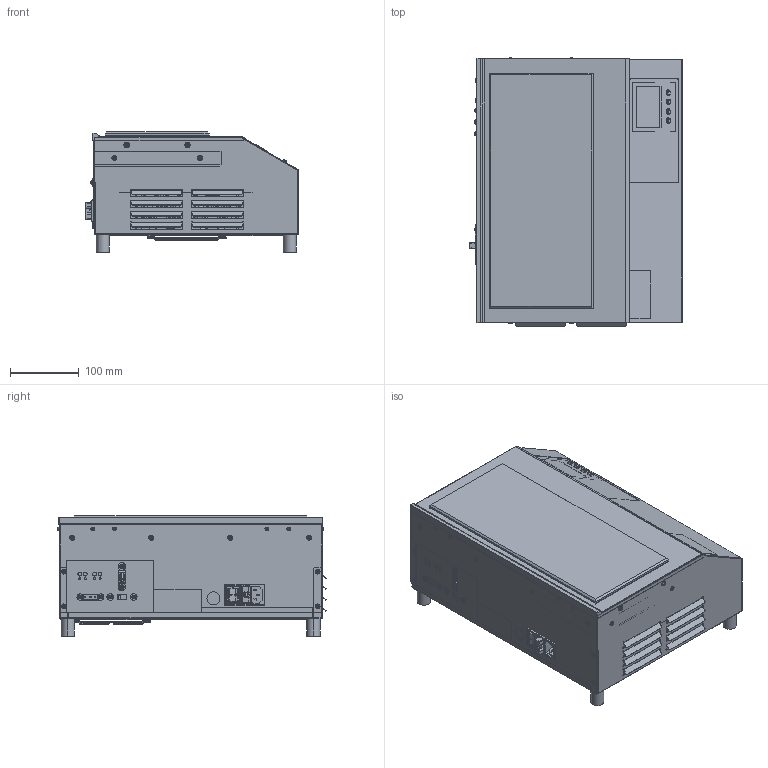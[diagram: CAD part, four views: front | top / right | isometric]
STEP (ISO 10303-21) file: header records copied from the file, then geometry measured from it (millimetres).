
FILE_DESCRIPTION (( 'STEP AP203' ), '1' );
FILE_NAME ('LHP-1200CPV.STEP', '2019-02-07T15:15:15', ( '' ), ( '' ), 'SwSTEP 2.0', 'SolidWorks 2019', '' );
FILE_SCHEMA (( 'CONFIG_CONTROL_DESIGN' ));
Products named in the file (1): LHP-1200CPV
Bounding box: 310.64 x 391.62 x 175.39 mm (x, y, z)
Surface area: 1156536.5 mm2 (no closed solid volume)
Topology: 0 solids, 176 shells, 1289 faces, 6383 edges, 5114 vertices
Faces by surface type: plane 545, cylinder 404, bspline 186, cone 99, sphere 35, torus 20
Entity records: 77781 total; most frequent: CARTESIAN_POINT 28435, DIRECTION 10099, ORIENTED_EDGE 8490, EDGE_CURVE 6383, VERTEX_POINT 5114, VECTOR 3413, LINE 3413, AXIS2_PLACEMENT_3D 3343
